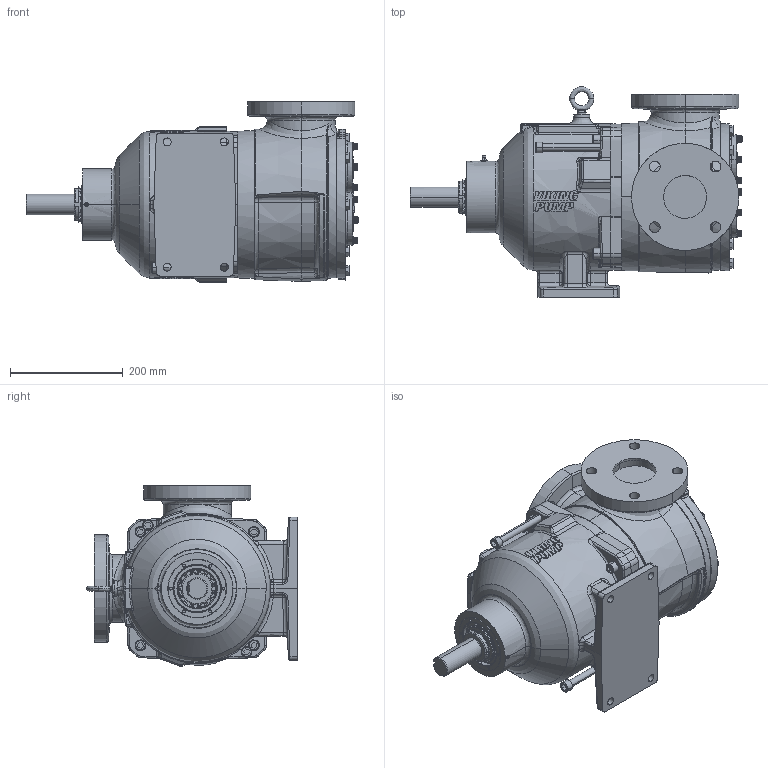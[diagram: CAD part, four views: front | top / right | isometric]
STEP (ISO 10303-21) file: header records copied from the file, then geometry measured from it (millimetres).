
FILE_DESCRIPTION (( 'STEP AP214' ), '1' );
FILE_NAME ('LS8124A.STEP', '2017-08-30T18:26:50', ( '' ), ( '' ), 'SwSTEP 2.0', 'SolidWorks 2016', '' );
FILE_SCHEMA (( 'AUTOMOTIVE_DESIGN' ));
Length unit declared in the file: inch
Products named in the file (2): LS8124A
Bounding box: 589.86 x 373.89 x 320.56 mm (x, y, z)
Volume: 25161523.1 mm3; surface area: 774224.4 mm2
Topology: 1 solids, 1 shells, 2029 faces, 5247 edges, 3263 vertices
Faces by surface type: plane 848, bspline 662, cylinder 298, cone 221
Entity records: 150452 total; most frequent: CARTESIAN_POINT 90675, ORIENTED_EDGE 10412, DIRECTION 7088, EDGE_CURVE 5206, VERTEX_POINT 3263, AXIS2_PLACEMENT_3D 2504, EDGE_LOOP 2149, VECTOR 2080
